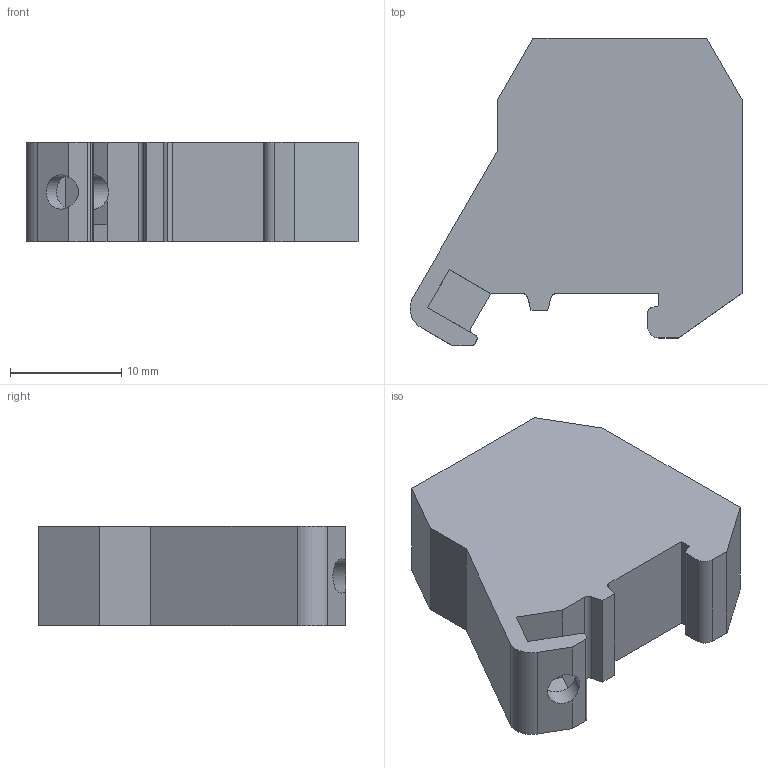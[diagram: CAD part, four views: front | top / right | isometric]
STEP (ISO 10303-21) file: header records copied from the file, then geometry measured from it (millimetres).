
FILE_DESCRIPTION(/* description */ (''),/* implementation_level */ '2;1');
FILE_NAME(/* name */ '2945_EH15_iso.stp',/* time_stamp */ '2011-07-27T15:02:44+02:00',/* author */ (''),/* organization */ (''),/* preprocessor_version */ 'ST-DEVELOPER v11',/* originating_system */ 'SIEMENS UGS NX 6.0',/* authorisation */ '');
FILE_SCHEMA (('CONFIG_CONTROL_DESIGN'));
Length unit declared in the file: millimetre
Products named in the file (1): 2945_EH15_iso
Bounding box: 29.89 x 27.7 x 9 mm (x, y, z)
Volume: 4889.6 mm3; surface area: 2482 mm2
Topology: 1 solids, 1 shells, 38 faces, 111 edges, 74 vertices
Faces by surface type: plane 27, cylinder 11
Full cylindrical faces by diameter (mm): 3.1 x2, 5.8 x1
Entity records: 1311 total; most frequent: CARTESIAN_POINT 215, ORIENTED_EDGE 210, DIRECTION 207, EDGE_CURVE 105, LINE 81, VECTOR 81, VERTEX_POINT 71, AXIS2_PLACEMENT_3D 63
